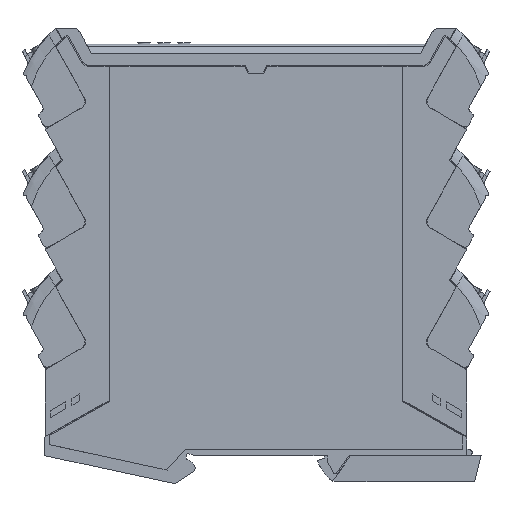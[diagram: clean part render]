
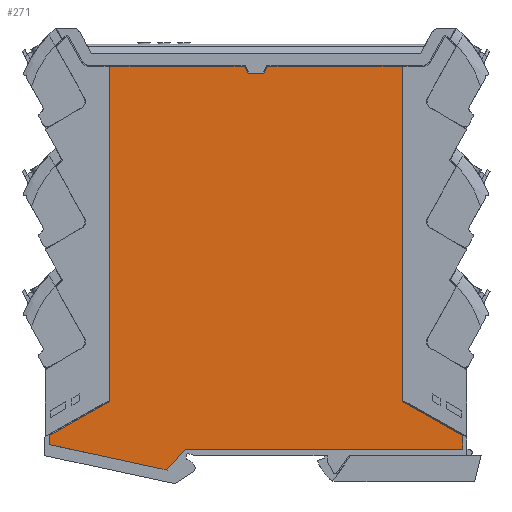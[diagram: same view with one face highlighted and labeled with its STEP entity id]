
A CAD part, left-side view. The second image highlights one B-rep face of the part: STEP entity #271.
In plain terms, the highlighted planar face has unit normal (-1, 0, 0).
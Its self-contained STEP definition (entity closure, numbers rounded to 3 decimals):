
#146=AXIS2_PLACEMENT_3D('Plane Axis2P3D',#143,#144,#145) ;
#40=CARTESIAN_POINT('Vertex',(0.,80.884,3.413)) ;
#56=CARTESIAN_POINT('Vertex',(0.,76.332,8.624)) ;
#59=CARTESIAN_POINT('Line Origine',(0.,78.608,6.018)) ;
#90=CARTESIAN_POINT('Vertex',(0.,100.156,7.559)) ;
#98=CARTESIAN_POINT('Line Origine',(0.,90.52,5.486)) ;
#127=CARTESIAN_POINT('Vertex',(0.,6.773,8.624)) ;
#130=CARTESIAN_POINT('Line Origine',(0.,41.552,8.624)) ;
#143=CARTESIAN_POINT('Axis2P3D Location',(0.,5.843,8.535)) ;
#148=CARTESIAN_POINT('Line Origine',(0.,6.773,10.332)) ;
#152=CARTESIAN_POINT('Vertex',(0.,6.773,12.04)) ;
#155=CARTESIAN_POINT('Line Origine',(0.,14.389,16.305)) ;
#159=CARTESIAN_POINT('Vertex',(0.,22.005,20.571)) ;
#162=CARTESIAN_POINT('Line Origine',(0.,22.005,62.547)) ;
#166=CARTESIAN_POINT('Vertex',(0.,22.005,104.524)) ;
#169=CARTESIAN_POINT('Line Origine',(0.,37.14,104.524)) ;
#173=CARTESIAN_POINT('Vertex',(0.,52.274,104.524)) ;
#176=CARTESIAN_POINT('Line Origine',(0.,54.024,104.524)) ;
#180=CARTESIAN_POINT('Vertex',(0.,55.774,104.524)) ;
#183=CARTESIAN_POINT('Line Origine',(0.,56.217,103.574)) ;
#187=CARTESIAN_POINT('Vertex',(0.,56.66,102.624)) ;
#190=CARTESIAN_POINT('Line Origine',(0.,58.605,102.624)) ;
#194=CARTESIAN_POINT('Vertex',(0.,60.55,102.624)) ;
#197=CARTESIAN_POINT('Line Origine',(0.,60.993,103.574)) ;
#201=CARTESIAN_POINT('Vertex',(0.,61.436,104.524)) ;
#204=CARTESIAN_POINT('Line Origine',(0.,63.186,104.524)) ;
#208=CARTESIAN_POINT('Vertex',(0.,64.936,104.524)) ;
#211=CARTESIAN_POINT('Line Origine',(0.,80.07,104.524)) ;
#215=CARTESIAN_POINT('Vertex',(0.,95.205,104.524)) ;
#218=CARTESIAN_POINT('Line Origine',(0.,95.205,62.547)) ;
#222=CARTESIAN_POINT('Vertex',(0.,95.205,20.571)) ;
#225=CARTESIAN_POINT('Line Origine',(0.,102.821,16.305)) ;
#229=CARTESIAN_POINT('Vertex',(0.,110.437,12.04)) ;
#232=CARTESIAN_POINT('Line Origine',(0.,110.437,10.906)) ;
#236=CARTESIAN_POINT('Vertex',(0.,110.437,9.771)) ;
#239=CARTESIAN_POINT('Line Origine',(0.,105.297,8.666)) ;
#243=CARTESIAN_POINT('Vertex',(0.,100.158,7.56)) ;
#246=CARTESIAN_POINT('Line Origine',(0.,100.157,7.559)) ;
#60=DIRECTION('Vector Direction',(0.,-0.658,0.753)) ;
#99=DIRECTION('Vector Direction',(0.,-0.978,-0.21)) ;
#131=DIRECTION('Vector Direction',(0.,1.,0.)) ;
#144=DIRECTION('Axis2P3D Direction',(-1.,0.,0.)) ;
#145=DIRECTION('Axis2P3D XDirection',(0.,-1.,0.)) ;
#149=DIRECTION('Vector Direction',(0.,0.,1.)) ;
#156=DIRECTION('Vector Direction',(0.,0.872,0.489)) ;
#163=DIRECTION('Vector Direction',(0.,0.,1.)) ;
#170=DIRECTION('Vector Direction',(0.,1.,0.)) ;
#177=DIRECTION('Vector Direction',(0.,1.,0.)) ;
#184=DIRECTION('Vector Direction',(0.,-0.423,0.906)) ;
#191=DIRECTION('Vector Direction',(0.,1.,0.)) ;
#198=DIRECTION('Vector Direction',(0.,0.423,0.906)) ;
#205=DIRECTION('Vector Direction',(0.,1.,0.)) ;
#212=DIRECTION('Vector Direction',(0.,1.,0.)) ;
#219=DIRECTION('Vector Direction',(0.,0.,-1.)) ;
#226=DIRECTION('Vector Direction',(0.,0.872,-0.489)) ;
#233=DIRECTION('Vector Direction',(0.,0.,-1.)) ;
#240=DIRECTION('Vector Direction',(0.,-0.978,-0.21)) ;
#247=DIRECTION('Vector Direction',(0.,-0.978,-0.21)) ;
#61=VECTOR('Line Direction',#60,1.) ;
#100=VECTOR('Line Direction',#99,1.) ;
#132=VECTOR('Line Direction',#131,1.) ;
#150=VECTOR('Line Direction',#149,1.) ;
#157=VECTOR('Line Direction',#156,1.) ;
#164=VECTOR('Line Direction',#163,1.) ;
#171=VECTOR('Line Direction',#170,1.) ;
#178=VECTOR('Line Direction',#177,1.) ;
#185=VECTOR('Line Direction',#184,1.) ;
#192=VECTOR('Line Direction',#191,1.) ;
#199=VECTOR('Line Direction',#198,1.) ;
#206=VECTOR('Line Direction',#205,1.) ;
#213=VECTOR('Line Direction',#212,1.) ;
#220=VECTOR('Line Direction',#219,1.) ;
#227=VECTOR('Line Direction',#226,1.) ;
#234=VECTOR('Line Direction',#233,1.) ;
#241=VECTOR('Line Direction',#240,1.) ;
#248=VECTOR('Line Direction',#247,1.) ;
#252=ORIENTED_EDGE('',*,*,#63,.F.) ;
#253=ORIENTED_EDGE('',*,*,#134,.T.) ;
#254=ORIENTED_EDGE('',*,*,#154,.T.) ;
#255=ORIENTED_EDGE('',*,*,#161,.T.) ;
#256=ORIENTED_EDGE('',*,*,#168,.T.) ;
#257=ORIENTED_EDGE('',*,*,#175,.T.) ;
#258=ORIENTED_EDGE('',*,*,#182,.T.) ;
#259=ORIENTED_EDGE('',*,*,#189,.T.) ;
#260=ORIENTED_EDGE('',*,*,#196,.T.) ;
#261=ORIENTED_EDGE('',*,*,#203,.T.) ;
#262=ORIENTED_EDGE('',*,*,#210,.T.) ;
#263=ORIENTED_EDGE('',*,*,#217,.T.) ;
#264=ORIENTED_EDGE('',*,*,#224,.T.) ;
#265=ORIENTED_EDGE('',*,*,#231,.T.) ;
#266=ORIENTED_EDGE('',*,*,#238,.T.) ;
#267=ORIENTED_EDGE('',*,*,#245,.T.) ;
#268=ORIENTED_EDGE('',*,*,#250,.T.) ;
#269=ORIENTED_EDGE('',*,*,#102,.T.) ;
#271=ADVANCED_FACE('RELAIS',(#270),#147,.T.) ;
#63=EDGE_CURVE('',#57,#41,#62,.F.) ;
#102=EDGE_CURVE('',#91,#41,#101,.T.) ;
#134=EDGE_CURVE('',#57,#128,#133,.F.) ;
#154=EDGE_CURVE('',#128,#153,#151,.T.) ;
#161=EDGE_CURVE('',#153,#160,#158,.T.) ;
#168=EDGE_CURVE('',#160,#167,#165,.T.) ;
#175=EDGE_CURVE('',#167,#174,#172,.T.) ;
#182=EDGE_CURVE('',#174,#181,#179,.T.) ;
#189=EDGE_CURVE('',#181,#188,#186,.F.) ;
#196=EDGE_CURVE('',#188,#195,#193,.T.) ;
#203=EDGE_CURVE('',#195,#202,#200,.T.) ;
#210=EDGE_CURVE('',#202,#209,#207,.T.) ;
#217=EDGE_CURVE('',#209,#216,#214,.T.) ;
#224=EDGE_CURVE('',#216,#223,#221,.T.) ;
#231=EDGE_CURVE('',#223,#230,#228,.T.) ;
#238=EDGE_CURVE('',#230,#237,#235,.T.) ;
#245=EDGE_CURVE('',#237,#244,#242,.T.) ;
#250=EDGE_CURVE('',#244,#91,#249,.T.) ;
#251=EDGE_LOOP('',(#252,#253,#254,#255,#256,#257,#258,#259,#260,#261,#262,#263,#264,#265,#266,#267,#268,#269)) ;
#270=FACE_OUTER_BOUND('',#251,.T.) ;
#62=LINE('Line',#59,#61) ;
#101=LINE('Line',#98,#100) ;
#133=LINE('Line',#130,#132) ;
#151=LINE('Line',#148,#150) ;
#158=LINE('Line',#155,#157) ;
#165=LINE('Line',#162,#164) ;
#172=LINE('Line',#169,#171) ;
#179=LINE('Line',#176,#178) ;
#186=LINE('Line',#183,#185) ;
#193=LINE('Line',#190,#192) ;
#200=LINE('Line',#197,#199) ;
#207=LINE('Line',#204,#206) ;
#214=LINE('Line',#211,#213) ;
#221=LINE('Line',#218,#220) ;
#228=LINE('Line',#225,#227) ;
#235=LINE('Line',#232,#234) ;
#242=LINE('Line',#239,#241) ;
#249=LINE('Line',#246,#248) ;
#147=PLANE('',#146) ;
#41=VERTEX_POINT('',#40) ;
#57=VERTEX_POINT('',#56) ;
#91=VERTEX_POINT('',#90) ;
#128=VERTEX_POINT('',#127) ;
#153=VERTEX_POINT('',#152) ;
#160=VERTEX_POINT('',#159) ;
#167=VERTEX_POINT('',#166) ;
#174=VERTEX_POINT('',#173) ;
#181=VERTEX_POINT('',#180) ;
#188=VERTEX_POINT('',#187) ;
#195=VERTEX_POINT('',#194) ;
#202=VERTEX_POINT('',#201) ;
#209=VERTEX_POINT('',#208) ;
#216=VERTEX_POINT('',#215) ;
#223=VERTEX_POINT('',#222) ;
#230=VERTEX_POINT('',#229) ;
#237=VERTEX_POINT('',#236) ;
#244=VERTEX_POINT('',#243) ;
